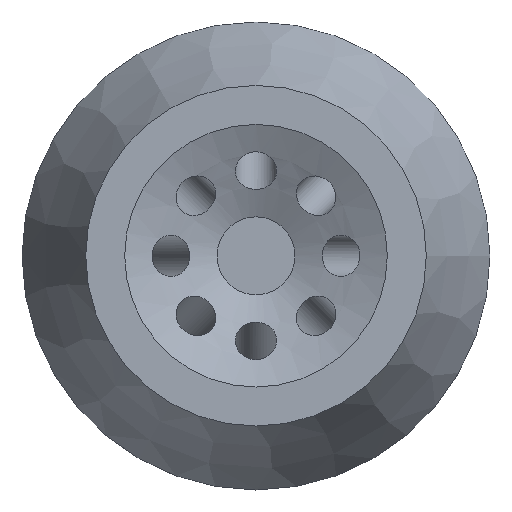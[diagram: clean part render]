
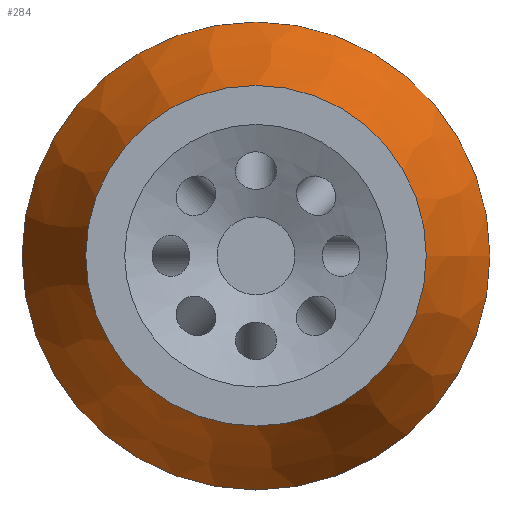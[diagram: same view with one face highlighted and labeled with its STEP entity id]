
A CAD part, top view. The second image highlights one B-rep face of the part: STEP entity #284.
In plain terms, the highlighted conical face has half-angle 25 degrees and reference radius 43.679 mm.
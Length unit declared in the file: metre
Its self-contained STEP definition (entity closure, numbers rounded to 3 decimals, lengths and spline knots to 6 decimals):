
#21=CONICAL_SURFACE('',#335,0.043679,0.436);
#81=ORIENTED_EDGE('',*,*,#114,.F.);
#82=ORIENTED_EDGE('',*,*,#116,.F.);
#114=EDGE_CURVE('',#141,#141,#158,.F.);
#116=EDGE_CURVE('',#143,#143,#160,.T.);
#141=VERTEX_POINT('',#570);
#143=VERTEX_POINT('',#575);
#158=CIRCLE('',#329,0.06);
#160=CIRCLE('',#332,0.043679);
#201=EDGE_LOOP('',(#81));
#202=EDGE_LOOP('',(#82));
#247=FACE_BOUND('',#201,.T.);
#248=FACE_BOUND('',#202,.T.);
#284=ADVANCED_FACE('',(#247,#248),#21,.T.);
#329=AXIS2_PLACEMENT_3D('',#569,#396,#397);
#332=AXIS2_PLACEMENT_3D('',#574,#402,#403);
#335=AXIS2_PLACEMENT_3D('',#581,#409,#410);
#396=DIRECTION('',(0.,0.,1.));
#397=DIRECTION('',(1.,0.,0.));
#402=DIRECTION('',(0.,0.,1.));
#403=DIRECTION('',(1.,0.,0.));
#409=DIRECTION('',(0.,0.,-1.));
#410=DIRECTION('',(-1.,0.,0.));
#569=CARTESIAN_POINT('',(0.,0.,-0.0055));
#570=CARTESIAN_POINT('',(0.06,0.,-0.0055));
#574=CARTESIAN_POINT('',(0.,0.,0.0295));
#575=CARTESIAN_POINT('',(0.043679,0.,0.0295));
#581=CARTESIAN_POINT('',(0.,0.,0.0295));
